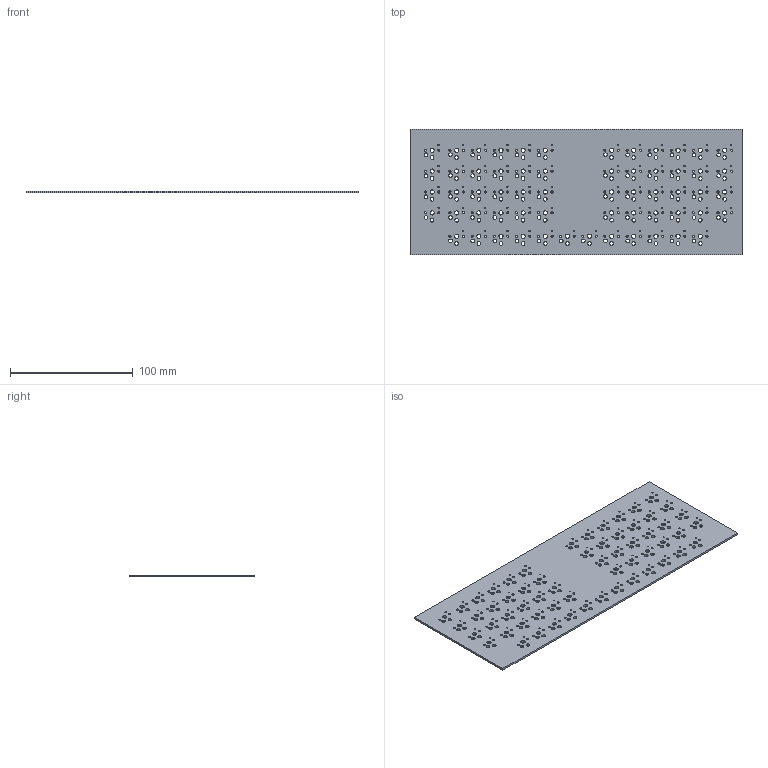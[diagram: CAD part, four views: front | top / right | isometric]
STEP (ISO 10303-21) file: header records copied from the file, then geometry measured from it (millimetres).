
FILE_DESCRIPTION(('KiCad electronic assembly'),'2;1');
FILE_NAME('Onsen48.step','2022-05-04T04:08:54',('An Author'),( 'A Company'),'Open CASCADE STEP processor 6.9', 'KiCad to STEP converter','Unknown');
FILE_SCHEMA(('AUTOMOTIVE_DESIGN { 1 0 10303 214 1 1 1 1 }'));
Length unit declared in the file: millimetre
Products named in the file (2): Open CASCADE STEP translator 6.9 1; COMPOUND
Assembly tree (1 placements, depth 2):
  Open CASCADE STEP translator 6.9 1
    COMPOUND
Bounding box: 270 x 102 x 1.6 mm (x, y, z)
Volume: 41309.6 mm3; surface area: 56996.4 mm2
Topology: 1 solids, 1 shells, 366 faces, 1092 edges, 728 vertices
Faces by surface type: cylinder 360, plane 6
Full cylindrical faces by diameter (mm): 0.991 x60, 1.702 x120, 3 x120, 3.429 x60
Entity records: 30599 total; most frequent: CARTESIAN_POINT 8692, DIRECTION 4012, ORIENTED_EDGE 2184, PCURVE 2184, DEFINITIONAL_REPRESENTATION 2184, LINE 1836, VECTOR 1836, EDGE_CURVE 1092
